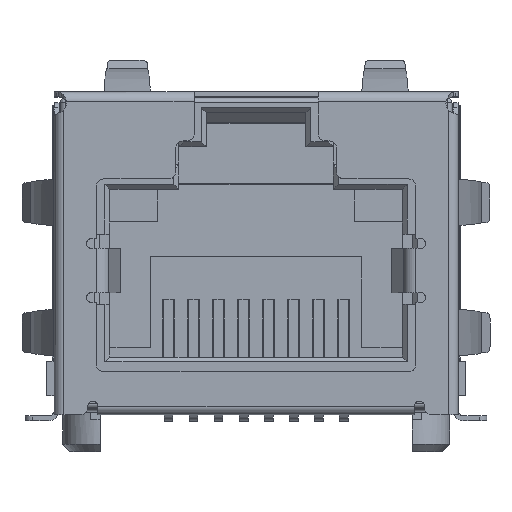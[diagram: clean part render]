
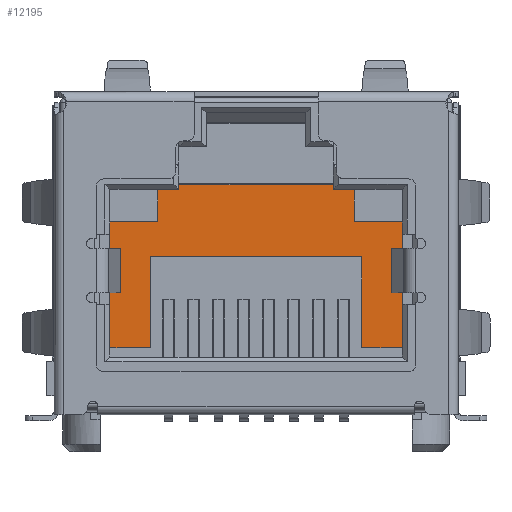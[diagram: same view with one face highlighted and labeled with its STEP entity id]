
A CAD part, top view. The second image highlights one B-rep face of the part: STEP entity #12195.
In plain terms, the highlighted planar face has unit normal (0, 0, 1).
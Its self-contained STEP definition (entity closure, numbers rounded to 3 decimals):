
#13 = DIRECTION ( 'NONE',  ( -1., 0., 0. ) ) ;
#239 = LINE ( 'NONE', #1197, #25855 ) ;
#265 = VECTOR ( 'NONE', #3477, 1000. ) ;
#343 = PLANE ( 'NONE',  #12941 ) ;
#353 = CARTESIAN_POINT ( 'NONE',  ( 4.825, 9.08, -12. ) ) ;
#364 = VECTOR ( 'NONE', #21265, 1000. ) ;
#657 = LINE ( 'NONE', #6189, #265 ) ;
#798 = LINE ( 'NONE', #2276, #5061 ) ;
#807 = CARTESIAN_POINT ( 'NONE',  ( 11.975, 9.08, -12. ) ) ;
#816 = LINE ( 'NONE', #8077, #2374 ) ;
#1107 = CARTESIAN_POINT ( 'NONE',  ( 3.675, 2.65, -12. ) ) ;
#1197 = CARTESIAN_POINT ( 'NONE',  ( 2.02, 6.35, -12. ) ) ;
#1880 = DIRECTION ( 'NONE',  ( 0., -1., 0. ) ) ;
#1968 = VECTOR ( 'NONE', #11825, 1000. ) ;
#2276 = CARTESIAN_POINT ( 'NONE',  ( 4.825, 2.45, -12. ) ) ;
#2374 = VECTOR ( 'NONE', #17746, 1000. ) ;
#2514 = DIRECTION ( 'NONE',  ( 0., 0., 1. ) ) ;
#2855 = CARTESIAN_POINT ( 'NONE',  ( 2.02, 9.08, -12. ) ) ;
#3334 = CARTESIAN_POINT ( 'NONE',  ( 11.975, 7.78, -12. ) ) ;
#3356 = VERTEX_POINT ( 'NONE', #353 ) ;
#3477 = DIRECTION ( 'NONE',  ( 0., 1., 0. ) ) ;
#4310 = VERTEX_POINT ( 'NONE', #20421 ) ;
#4360 = EDGE_CURVE ( 'NONE', #3356, #5314, #12807, .T. ) ;
#4656 = EDGE_CURVE ( 'NONE', #4310, #3356, #798, .T. ) ;
#4702 = ORIENTED_EDGE ( 'NONE', *, *, #28413, .T. ) ;
#4717 = DIRECTION ( 'NONE',  ( 0., 1., 0. ) ) ;
#4800 = EDGE_CURVE ( 'NONE', #26886, #11917, #7720, .T. ) ;
#4860 = VERTEX_POINT ( 'NONE', #30035 ) ;
#5006 = VERTEX_POINT ( 'NONE', #20279 ) ;
#5061 = VECTOR ( 'NONE', #24187, 1000. ) ;
#5314 = VERTEX_POINT ( 'NONE', #24459 ) ;
#5666 = EDGE_CURVE ( 'NONE', #27540, #4310, #23608, .T. ) ;
#6005 = CARTESIAN_POINT ( 'NONE',  ( 13.93, 7.78, -12. ) ) ;
#6189 = CARTESIAN_POINT ( 'NONE',  ( 3.675, 2.45, -12. ) ) ;
#6258 = VECTOR ( 'NONE', #25519, 1000. ) ;
#6259 = ORIENTED_EDGE ( 'NONE', *, *, #26966, .T. ) ;
#6974 = CARTESIAN_POINT ( 'NONE',  ( 11.125, 9.28, -12. ) ) ;
#7720 = LINE ( 'NONE', #25040, #21698 ) ;
#8061 = ORIENTED_EDGE ( 'NONE', *, *, #4360, .T. ) ;
#8077 = CARTESIAN_POINT ( 'NONE',  ( 2.02, 2.65, -12. ) ) ;
#8118 = VERTEX_POINT ( 'NONE', #26669 ) ;
#9325 = LINE ( 'NONE', #23628, #17889 ) ;
#9366 = EDGE_CURVE ( 'NONE', #5314, #8118, #11427, .T. ) ;
#9610 = VERTEX_POINT ( 'NONE', #30814 ) ;
#9690 = VECTOR ( 'NONE', #11924, 1000. ) ;
#10039 = VERTEX_POINT ( 'NONE', #22716 ) ;
#10160 = ORIENTED_EDGE ( 'NONE', *, *, #12835, .F. ) ;
#10353 = CARTESIAN_POINT ( 'NONE',  ( 2.02, 7.78, -12. ) ) ;
#10940 = VERTEX_POINT ( 'NONE', #1107 ) ;
#11308 = ORIENTED_EDGE ( 'NONE', *, *, #22125, .T. ) ;
#11427 = LINE ( 'NONE', #19137, #26615 ) ;
#11698 = ORIENTED_EDGE ( 'NONE', *, *, #12704, .T. ) ;
#11825 = DIRECTION ( 'NONE',  ( 0., -1., 0. ) ) ;
#11916 = VECTOR ( 'NONE', #13, 1000. ) ;
#11917 = VERTEX_POINT ( 'NONE', #3334 ) ;
#11924 = DIRECTION ( 'NONE',  ( -1., 0., 0. ) ) ;
#12195 = ADVANCED_FACE ( 'NONE', ( #14394 ), #343, .T. ) ;
#12434 = EDGE_CURVE ( 'NONE', #26886, #5006, #9325, .T. ) ;
#12704 = EDGE_CURVE ( 'NONE', #12778, #10940, #816, .T. ) ;
#12778 = VERTEX_POINT ( 'NONE', #23702 ) ;
#12807 = LINE ( 'NONE', #2855, #6258 ) ;
#12814 = EDGE_CURVE ( 'NONE', #10039, #4860, #19049, .T. ) ;
#12835 = EDGE_CURVE ( 'NONE', #5006, #4860, #15910, .T. ) ;
#12941 = AXIS2_PLACEMENT_3D ( 'NONE', #29832, #2514, #22669 ) ;
#13406 = DIRECTION ( 'NONE',  ( 1., 0., 0. ) ) ;
#13648 = CARTESIAN_POINT ( 'NONE',  ( 11.125, 2.45, -12. ) ) ;
#14029 = ORIENTED_EDGE ( 'NONE', *, *, #4656, .T. ) ;
#14105 = CARTESIAN_POINT ( 'NONE',  ( 13.93, 2.65, -12. ) ) ;
#14161 = DIRECTION ( 'NONE',  ( -1., 0., 0. ) ) ;
#14394 = FACE_OUTER_BOUND ( 'NONE', #21336, .T. ) ;
#14519 = CARTESIAN_POINT ( 'NONE',  ( 11.975, 7.78, -12. ) ) ;
#14754 = VERTEX_POINT ( 'NONE', #10353 ) ;
#15072 = ORIENTED_EDGE ( 'NONE', *, *, #5666, .T. ) ;
#15754 = LINE ( 'NONE', #25188, #19691 ) ;
#15910 = LINE ( 'NONE', #14105, #9690 ) ;
#16952 = CARTESIAN_POINT ( 'NONE',  ( 12.275, 2.45, -12. ) ) ;
#17746 = DIRECTION ( 'NONE',  ( 1., 0., 0. ) ) ;
#17889 = VECTOR ( 'NONE', #18627, 1000. ) ;
#18627 = DIRECTION ( 'NONE',  ( 0., -1., 0. ) ) ;
#19049 = LINE ( 'NONE', #16952, #1968 ) ;
#19122 = VECTOR ( 'NONE', #14161, 1000. ) ;
#19137 = CARTESIAN_POINT ( 'NONE',  ( 3.975, 9.08, -12. ) ) ;
#19691 = VECTOR ( 'NONE', #22804, 1000. ) ;
#19920 = ORIENTED_EDGE ( 'NONE', *, *, #24989, .T. ) ;
#20279 = CARTESIAN_POINT ( 'NONE',  ( 13.93, 2.65, -12. ) ) ;
#20421 = CARTESIAN_POINT ( 'NONE',  ( 4.825, 9.28, -12. ) ) ;
#20475 = ORIENTED_EDGE ( 'NONE', *, *, #9366, .T. ) ;
#21241 = ORIENTED_EDGE ( 'NONE', *, *, #31380, .T. ) ;
#21265 = DIRECTION ( 'NONE',  ( 0., 1., 0. ) ) ;
#21336 = EDGE_LOOP ( 'NONE', ( #19920, #29338, #11698, #11308, #23704, #28377, #10160, #27214, #32104, #4702, #21241, #6259, #15072, #14029, #8061, #20475 ) ) ;
#21440 = VECTOR ( 'NONE', #32016, 1000. ) ;
#21466 = CARTESIAN_POINT ( 'NONE',  ( 2.02, 7.78, -12. ) ) ;
#21698 = VECTOR ( 'NONE', #22427, 1000. ) ;
#21814 = LINE ( 'NONE', #22371, #21440 ) ;
#21898 = CARTESIAN_POINT ( 'NONE',  ( 3.675, 6.35, -12. ) ) ;
#22125 = EDGE_CURVE ( 'NONE', #10940, #23212, #657, .T. ) ;
#22244 = CARTESIAN_POINT ( 'NONE',  ( 4.825, 9.28, -12. ) ) ;
#22371 = CARTESIAN_POINT ( 'NONE',  ( 2.02, 2.25, -12. ) ) ;
#22427 = DIRECTION ( 'NONE',  ( -1., 0., 0. ) ) ;
#22669 = DIRECTION ( 'NONE',  ( 1., 0., 0. ) ) ;
#22716 = CARTESIAN_POINT ( 'NONE',  ( 12.275, 6.35, -12. ) ) ;
#22804 = DIRECTION ( 'NONE',  ( -1., 0., 0. ) ) ;
#23212 = VERTEX_POINT ( 'NONE', #21898 ) ;
#23608 = LINE ( 'NONE', #22244, #11916 ) ;
#23628 = CARTESIAN_POINT ( 'NONE',  ( 13.93, 9.08, -12. ) ) ;
#23702 = CARTESIAN_POINT ( 'NONE',  ( 2.02, 2.65, -12. ) ) ;
#23704 = ORIENTED_EDGE ( 'NONE', *, *, #32000, .T. ) ;
#23856 = VERTEX_POINT ( 'NONE', #807 ) ;
#24187 = DIRECTION ( 'NONE',  ( 0., -1., 0. ) ) ;
#24459 = CARTESIAN_POINT ( 'NONE',  ( 3.975, 9.08, -12. ) ) ;
#24989 = EDGE_CURVE ( 'NONE', #8118, #14754, #31534, .T. ) ;
#25040 = CARTESIAN_POINT ( 'NONE',  ( 2.02, 7.78, -12. ) ) ;
#25188 = CARTESIAN_POINT ( 'NONE',  ( 2.02, 9.08, -12. ) ) ;
#25519 = DIRECTION ( 'NONE',  ( -1., 0., 0. ) ) ;
#25727 = LINE ( 'NONE', #14519, #29181 ) ;
#25855 = VECTOR ( 'NONE', #13406, 1000. ) ;
#26615 = VECTOR ( 'NONE', #1880, 1000. ) ;
#26669 = CARTESIAN_POINT ( 'NONE',  ( 3.975, 7.78, -12. ) ) ;
#26886 = VERTEX_POINT ( 'NONE', #6005 ) ;
#26966 = EDGE_CURVE ( 'NONE', #9610, #27540, #32133, .T. ) ;
#27214 = ORIENTED_EDGE ( 'NONE', *, *, #12434, .F. ) ;
#27540 = VERTEX_POINT ( 'NONE', #6974 ) ;
#28377 = ORIENTED_EDGE ( 'NONE', *, *, #12814, .T. ) ;
#28408 = EDGE_CURVE ( 'NONE', #12778, #14754, #21814, .T. ) ;
#28413 = EDGE_CURVE ( 'NONE', #11917, #23856, #25727, .T. ) ;
#29181 = VECTOR ( 'NONE', #4717, 1000. ) ;
#29338 = ORIENTED_EDGE ( 'NONE', *, *, #28408, .F. ) ;
#29832 = CARTESIAN_POINT ( 'NONE',  ( 2.02, 2.45, -12. ) ) ;
#30035 = CARTESIAN_POINT ( 'NONE',  ( 12.275, 2.65, -12. ) ) ;
#30814 = CARTESIAN_POINT ( 'NONE',  ( 11.125, 9.08, -12. ) ) ;
#31380 = EDGE_CURVE ( 'NONE', #23856, #9610, #15754, .T. ) ;
#31534 = LINE ( 'NONE', #21466, #19122 ) ;
#32000 = EDGE_CURVE ( 'NONE', #23212, #10039, #239, .T. ) ;
#32016 = DIRECTION ( 'NONE',  ( 0., 1., 0. ) ) ;
#32104 = ORIENTED_EDGE ( 'NONE', *, *, #4800, .T. ) ;
#32133 = LINE ( 'NONE', #13648, #364 ) ;
